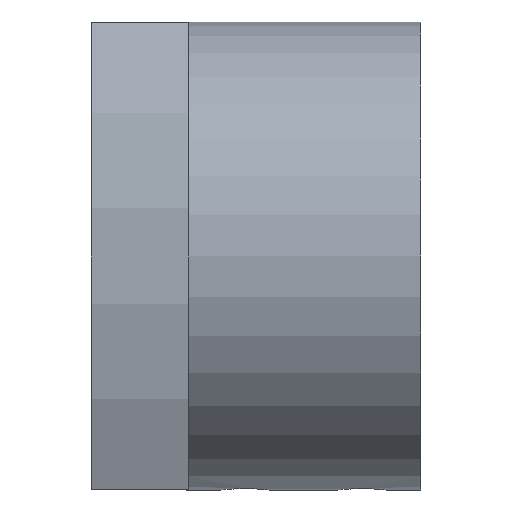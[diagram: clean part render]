
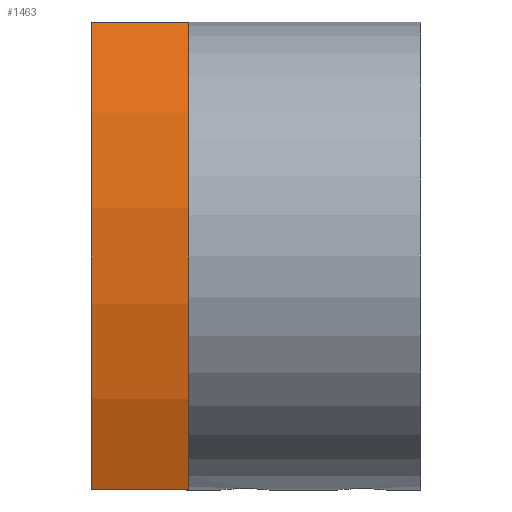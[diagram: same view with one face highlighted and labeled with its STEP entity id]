
A CAD part, left-side view. The second image highlights one B-rep face of the part: STEP entity #1463.
In plain terms, the highlighted cylindrical face has radius 30 mm (diameter 60 mm), a partial arc.
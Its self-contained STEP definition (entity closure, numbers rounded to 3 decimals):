
#73 = CARTESIAN_POINT ( 'NONE',  ( 23.779, 5., -2.363 ) ) ;
#172 = FACE_OUTER_BOUND ( 'NONE', #2156, .T. ) ;
#225 = ORIENTED_EDGE ( 'NONE', *, *, #973, .F. ) ;
#309 = DIRECTION ( 'NONE',  ( 0., 0., -1. ) ) ;
#400 = VERTEX_POINT ( 'NONE', #724 ) ;
#480 = ORIENTED_EDGE ( 'NONE', *, *, #1690, .T. ) ;
#541 = CIRCLE ( 'NONE', #1190, 30. ) ;
#577 = DIRECTION ( 'NONE',  ( 0., 1., 0. ) ) ;
#596 = CARTESIAN_POINT ( 'NONE',  ( 47.779, 5., -2.363 ) ) ;
#657 = VERTEX_POINT ( 'NONE', #73 ) ;
#724 = CARTESIAN_POINT ( 'NONE',  ( 23.779, 0., -2.363 ) ) ;
#789 = AXIS2_PLACEMENT_3D ( 'NONE', #1003, #1850, #829 ) ;
#829 = DIRECTION ( 'NONE',  ( 0., 0., 1. ) ) ;
#838 = CARTESIAN_POINT ( 'NONE',  ( 47.779, 5., -2.363 ) ) ;
#896 = ORIENTED_EDGE ( 'NONE', *, *, #1403, .F. ) ;
#972 = CYLINDRICAL_SURFACE ( 'NONE', #1695, 30. ) ;
#973 = EDGE_CURVE ( 'NONE', #1505, #1858, #1243, .T. ) ;
#993 = DIRECTION ( 'NONE',  ( 0., -1., 0. ) ) ;
#1003 = CARTESIAN_POINT ( 'NONE',  ( 35.779, 5., -29.859 ) ) ;
#1176 = DIRECTION ( 'NONE',  ( 0., -1., 0. ) ) ;
#1190 = AXIS2_PLACEMENT_3D ( 'NONE', #1756, #577, #1592 ) ;
#1243 = LINE ( 'NONE', #596, #2101 ) ;
#1403 = EDGE_CURVE ( 'NONE', #657, #1505, #1982, .T. ) ;
#1463 = ADVANCED_FACE ( 'NONE', ( #172 ), #972, .T. ) ;
#1477 = LINE ( 'NONE', #2190, #1520 ) ;
#1505 = VERTEX_POINT ( 'NONE', #838 ) ;
#1520 = VECTOR ( 'NONE', #1176, 1000. ) ;
#1540 = CARTESIAN_POINT ( 'NONE',  ( 47.779, 0., -2.363 ) ) ;
#1592 = DIRECTION ( 'NONE',  ( 0., 0., 1. ) ) ;
#1690 = EDGE_CURVE ( 'NONE', #400, #1858, #541, .T. ) ;
#1695 = AXIS2_PLACEMENT_3D ( 'NONE', #2013, #993, #309 ) ;
#1756 = CARTESIAN_POINT ( 'NONE',  ( 35.779, 0., -29.859 ) ) ;
#1778 = DIRECTION ( 'NONE',  ( 0., -1., 0. ) ) ;
#1850 = DIRECTION ( 'NONE',  ( 0., 1., 0. ) ) ;
#1858 = VERTEX_POINT ( 'NONE', #1540 ) ;
#1885 = ORIENTED_EDGE ( 'NONE', *, *, #1927, .T. ) ;
#1927 = EDGE_CURVE ( 'NONE', #657, #400, #1477, .T. ) ;
#1982 = CIRCLE ( 'NONE', #789, 30. ) ;
#2013 = CARTESIAN_POINT ( 'NONE',  ( 35.779, 5., -29.859 ) ) ;
#2101 = VECTOR ( 'NONE', #1778, 1000. ) ;
#2156 = EDGE_LOOP ( 'NONE', ( #480, #225, #896, #1885 ) ) ;
#2190 = CARTESIAN_POINT ( 'NONE',  ( 23.779, 5., -2.363 ) ) ;
